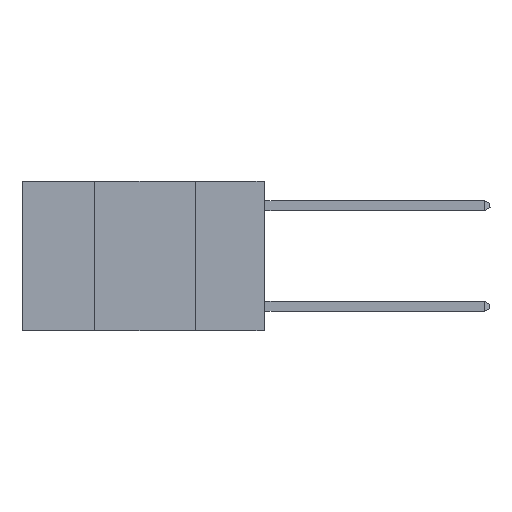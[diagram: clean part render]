
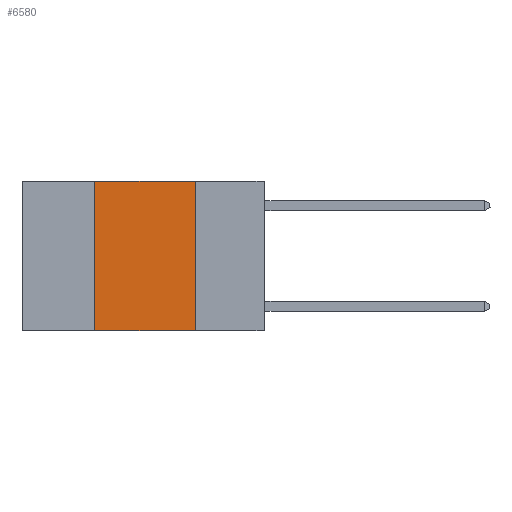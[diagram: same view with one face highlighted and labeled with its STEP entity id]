
A CAD part, left-side view. The second image highlights one B-rep face of the part: STEP entity #6580.
In plain terms, the highlighted planar face has unit normal (-1, 0, 0).
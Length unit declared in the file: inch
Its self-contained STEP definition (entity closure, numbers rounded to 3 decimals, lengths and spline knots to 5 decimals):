
#288 = VERTEX_POINT ( 'NONE', #12265 ) ;
#590 = DIRECTION ( 'NONE',  ( 0., 0., -1. ) ) ;
#831 = VECTOR ( 'NONE', #3693, 39.37008 ) ;
#848 = VECTOR ( 'NONE', #12780, 39.37008 ) ;
#1330 = CARTESIAN_POINT ( 'NONE',  ( 0., 0.6, -0.37 ) ) ;
#2631 = DIRECTION ( 'NONE',  ( 0., -1., 0. ) ) ;
#3693 = DIRECTION ( 'NONE',  ( 0., 0., 1. ) ) ;
#4131 = ORIENTED_EDGE ( 'NONE', *, *, #4901, .T. ) ;
#4901 = EDGE_CURVE ( 'NONE', #5774, #288, #15581, .T. ) ;
#5371 = EDGE_CURVE ( 'NONE', #5774, #14046, #16006, .T. ) ;
#5774 = VERTEX_POINT ( 'NONE', #7372 ) ;
#6580 = ADVANCED_FACE ( 'NONE', ( #14855 ), #13389, .F. ) ;
#7051 = ORIENTED_EDGE ( 'NONE', *, *, #15727, .F. ) ;
#7372 = CARTESIAN_POINT ( 'NONE',  ( 0., 0.42, -0.37 ) ) ;
#7722 = DIRECTION ( 'NONE',  ( 0., 0., -1. ) ) ;
#8470 = CARTESIAN_POINT ( 'NONE',  ( 0., 0.17, 0. ) ) ;
#9133 = CARTESIAN_POINT ( 'NONE',  ( 0., 0.17, 0. ) ) ;
#9658 = LINE ( 'NONE', #9133, #17208 ) ;
#9768 = EDGE_CURVE ( 'NONE', #14046, #10234, #16799, .T. ) ;
#10234 = VERTEX_POINT ( 'NONE', #8470 ) ;
#11867 = EDGE_LOOP ( 'NONE', ( #7051, #18323, #15055, #4131 ) ) ;
#12265 = CARTESIAN_POINT ( 'NONE',  ( 0., 0.17, -0.37 ) ) ;
#12619 = VECTOR ( 'NONE', #2631, 39.37008 ) ;
#12630 = CARTESIAN_POINT ( 'NONE',  ( 0., 0.6, 0. ) ) ;
#12780 = DIRECTION ( 'NONE',  ( 0., -1., 0. ) ) ;
#13389 = PLANE ( 'NONE',  #14627 ) ;
#13686 = CARTESIAN_POINT ( 'NONE',  ( 0., 0.42, 0. ) ) ;
#14046 = VERTEX_POINT ( 'NONE', #17037 ) ;
#14627 = AXIS2_PLACEMENT_3D ( 'NONE', #14815, #16226, #7722 ) ;
#14815 = CARTESIAN_POINT ( 'NONE',  ( 0., 0.6, 0. ) ) ;
#14855 = FACE_OUTER_BOUND ( 'NONE', #11867, .T. ) ;
#15055 = ORIENTED_EDGE ( 'NONE', *, *, #5371, .F. ) ;
#15581 = LINE ( 'NONE', #1330, #848 ) ;
#15727 = EDGE_CURVE ( 'NONE', #10234, #288, #9658, .T. ) ;
#16006 = LINE ( 'NONE', #13686, #831 ) ;
#16226 = DIRECTION ( 'NONE',  ( 1., 0., 0. ) ) ;
#16799 = LINE ( 'NONE', #12630, #12619 ) ;
#17037 = CARTESIAN_POINT ( 'NONE',  ( 0., 0.42, 0. ) ) ;
#17208 = VECTOR ( 'NONE', #590, 39.37008 ) ;
#18323 = ORIENTED_EDGE ( 'NONE', *, *, #9768, .F. ) ;
